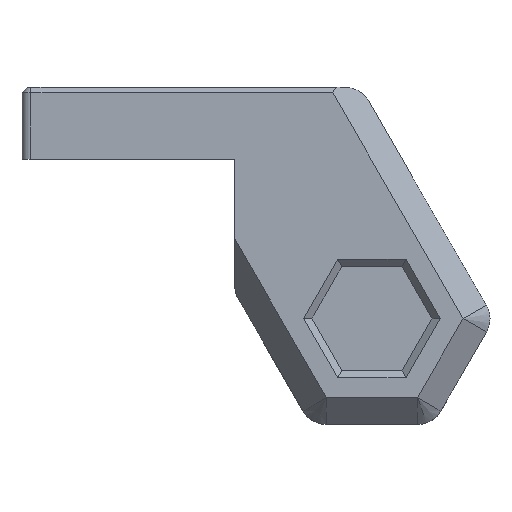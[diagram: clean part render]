
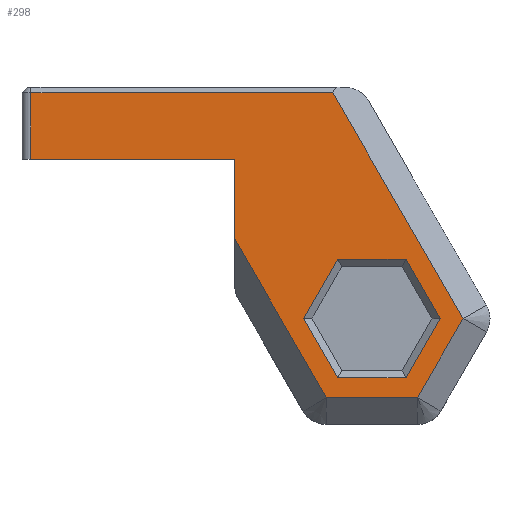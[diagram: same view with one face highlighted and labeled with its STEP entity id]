
A CAD part, top view. The second image highlights one B-rep face of the part: STEP entity #298.
In plain terms, the highlighted planar face has unit normal (0, 0, 1).
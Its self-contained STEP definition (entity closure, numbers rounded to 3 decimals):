
#6 = DIRECTION ( 'NONE',  ( -1., 0., 0. ) ) ;
#19 = EDGE_CURVE ( 'NONE', #1587, #1548, #1647, .T. ) ;
#20 = EDGE_CURVE ( 'NONE', #51, #316, #416, .T. ) ;
#29 = AXIS2_PLACEMENT_3D ( 'NONE', #1460, #1320, #1422 ) ;
#33 = EDGE_LOOP ( 'NONE', ( #749, #1491, #1467, #1054, #1217, #476, #1549, #666 ) ) ;
#43 = FACE_OUTER_BOUND ( 'NONE', #33, .T. ) ;
#51 = VERTEX_POINT ( 'NONE', #908 ) ;
#109 = LINE ( 'NONE', #893, #1554 ) ;
#110 = CARTESIAN_POINT ( 'NONE',  ( 0., 18.2, 0. ) ) ;
#112 = DIRECTION ( 'NONE',  ( 1., 0., 0. ) ) ;
#120 = VECTOR ( 'NONE', #1527, 1000. ) ;
#130 = LINE ( 'NONE', #509, #1107 ) ;
#151 = VERTEX_POINT ( 'NONE', #1323 ) ;
#157 = EDGE_CURVE ( 'NONE', #594, #1261, #182, .T. ) ;
#161 = DIRECTION ( 'NONE',  ( 1., 0., 0. ) ) ;
#164 = EDGE_CURVE ( 'NONE', #667, #1089, #1145, .T. ) ;
#175 = EDGE_CURVE ( 'NONE', #316, #1052, #1572, .T. ) ;
#182 = LINE ( 'NONE', #1450, #415 ) ;
#184 = CARTESIAN_POINT ( 'NONE',  ( 22.695, 5.82, 0. ) ) ;
#190 = CARTESIAN_POINT ( 'NONE',  ( 20.905, 2.32, 0. ) ) ;
#298 = ADVANCED_FACE ( 'NONE', ( #824, #43 ), #1055, .T. ) ;
#316 = VERTEX_POINT ( 'NONE', #1438 ) ;
#342 = LINE ( 'NONE', #449, #850 ) ;
#362 = CARTESIAN_POINT ( 'NONE',  ( -0.5, 14.5, 0. ) ) ;
#379 = DIRECTION ( 'NONE',  ( -0.5, 0.866, 0. ) ) ;
#386 = VECTOR ( 'NONE', #379, 1000. ) ;
#401 = ORIENTED_EDGE ( 'NONE', *, *, #157, .T. ) ;
#415 = VECTOR ( 'NONE', #1033, 1000. ) ;
#416 = LINE ( 'NONE', #767, #1086 ) ;
#422 = DIRECTION ( 'NONE',  ( 0., -1., 0. ) ) ;
#433 = LINE ( 'NONE', #1048, #1290 ) ;
#449 = CARTESIAN_POINT ( 'NONE',  ( 0., 0., 0. ) ) ;
#474 = CARTESIAN_POINT ( 'NONE',  ( 20.905, 8.92, 0. ) ) ;
#476 = ORIENTED_EDGE ( 'NONE', *, *, #592, .T. ) ;
#490 = LINE ( 'NONE', #752, #386 ) ;
#492 = CARTESIAN_POINT ( 'NONE',  ( 24.081, 5.62, 0. ) ) ;
#495 = CARTESIAN_POINT ( 'NONE',  ( 12.873, 7.432, 0. ) ) ;
#509 = CARTESIAN_POINT ( 'NONE',  ( 20.674, 8.92, 0. ) ) ;
#523 = VECTOR ( 'NONE', #6, 1000. ) ;
#528 = ORIENTED_EDGE ( 'NONE', *, *, #1451, .T. ) ;
#560 = DIRECTION ( 'NONE',  ( 0.5, -0.866, 0. ) ) ;
#565 = EDGE_CURVE ( 'NONE', #1548, #1345, #130, .T. ) ;
#592 = EDGE_CURVE ( 'NONE', #151, #51, #1363, .T. ) ;
#594 = VERTEX_POINT ( 'NONE', #776 ) ;
#603 = ORIENTED_EDGE ( 'NONE', *, *, #19, .T. ) ;
#616 = DIRECTION ( 'NONE',  ( -1., 0., 0. ) ) ;
#654 = CARTESIAN_POINT ( 'NONE',  ( 15.627, -9.022, 0. ) ) ;
#666 = ORIENTED_EDGE ( 'NONE', *, *, #175, .T. ) ;
#667 = VERTEX_POINT ( 'NONE', #1247 ) ;
#732 = EDGE_CURVE ( 'NONE', #1156, #1587, #855, .T. ) ;
#749 = ORIENTED_EDGE ( 'NONE', *, *, #1612, .T. ) ;
#752 = CARTESIAN_POINT ( 'NONE',  ( 20.494, 11.832, 0. ) ) ;
#767 = CARTESIAN_POINT ( 'NONE',  ( 0., 1.22, 0. ) ) ;
#776 = CARTESIAN_POINT ( 'NONE',  ( 22.811, 5.62, 0. ) ) ;
#779 = CARTESIAN_POINT ( 'NONE',  ( 17.095, 8.92, 0. ) ) ;
#812 = VECTOR ( 'NONE', #950, 1000. ) ;
#824 = FACE_BOUND ( 'NONE', #1254, .T. ) ;
#850 = VECTOR ( 'NONE', #1468, 1000. ) ;
#855 = LINE ( 'NONE', #1322, #812 ) ;
#893 = CARTESIAN_POINT ( 'NONE',  ( 17.326, 2.32, 0. ) ) ;
#895 = VECTOR ( 'NONE', #1006, 1000. ) ;
#900 = DIRECTION ( 'NONE',  ( 0.5, -0.866, 0. ) ) ;
#908 = CARTESIAN_POINT ( 'NONE',  ( 16.46, 1.22, 0. ) ) ;
#950 = DIRECTION ( 'NONE',  ( -0.5, 0.866, 0. ) ) ;
#952 = EDGE_CURVE ( 'NONE', #1345, #594, #1316, .T. ) ;
#1006 = DIRECTION ( 'NONE',  ( 1., 0., 0. ) ) ;
#1015 = CARTESIAN_POINT ( 'NONE',  ( 16.979, 8.72, 0. ) ) ;
#1025 = CARTESIAN_POINT ( 'NONE',  ( 0., 18.2, 0. ) ) ;
#1032 = CARTESIAN_POINT ( 'NONE',  ( 15.189, 5.62, 0. ) ) ;
#1033 = DIRECTION ( 'NONE',  ( -0.5, -0.866, 0. ) ) ;
#1048 = CARTESIAN_POINT ( 'NONE',  ( 11.35, 14.5, 0. ) ) ;
#1052 = VERTEX_POINT ( 'NONE', #492 ) ;
#1054 = ORIENTED_EDGE ( 'NONE', *, *, #1627, .T. ) ;
#1055 = PLANE ( 'NONE',  #29 ) ;
#1086 = VECTOR ( 'NONE', #161, 1000. ) ;
#1089 = VERTEX_POINT ( 'NONE', #110 ) ;
#1107 = VECTOR ( 'NONE', #112, 1000. ) ;
#1128 = LINE ( 'NONE', #362, #895 ) ;
#1145 = LINE ( 'NONE', #1025, #523 ) ;
#1148 = VERTEX_POINT ( 'NONE', #1563 ) ;
#1156 = VERTEX_POINT ( 'NONE', #1555 ) ;
#1217 = ORIENTED_EDGE ( 'NONE', *, *, #1523, .T. ) ;
#1243 = ORIENTED_EDGE ( 'NONE', *, *, #565, .T. ) ;
#1247 = CARTESIAN_POINT ( 'NONE',  ( 16.818, 18.2, 0. ) ) ;
#1254 = EDGE_LOOP ( 'NONE', ( #1340, #603, #1243, #1418, #401, #528 ) ) ;
#1261 = VERTEX_POINT ( 'NONE', #190 ) ;
#1263 = CARTESIAN_POINT ( 'NONE',  ( 11.35, 14.5, 0. ) ) ;
#1268 = VECTOR ( 'NONE', #1526, 1000. ) ;
#1290 = VECTOR ( 'NONE', #422, 1000. ) ;
#1316 = LINE ( 'NONE', #184, #1367 ) ;
#1320 = DIRECTION ( 'NONE',  ( 0., 0., 1. ) ) ;
#1322 = CARTESIAN_POINT ( 'NONE',  ( 15.305, 5.42, 0. ) ) ;
#1323 = CARTESIAN_POINT ( 'NONE',  ( 11.35, 10.07, 0. ) ) ;
#1340 = ORIENTED_EDGE ( 'NONE', *, *, #732, .T. ) ;
#1345 = VERTEX_POINT ( 'NONE', #474 ) ;
#1347 = EDGE_CURVE ( 'NONE', #1089, #1148, #342, .T. ) ;
#1363 = LINE ( 'NONE', #495, #1591 ) ;
#1366 = VERTEX_POINT ( 'NONE', #1263 ) ;
#1367 = VECTOR ( 'NONE', #560, 1000. ) ;
#1418 = ORIENTED_EDGE ( 'NONE', *, *, #952, .T. ) ;
#1422 = DIRECTION ( 'NONE',  ( 1., 0., 0. ) ) ;
#1438 = CARTESIAN_POINT ( 'NONE',  ( 21.54, 1.22, 0. ) ) ;
#1450 = CARTESIAN_POINT ( 'NONE',  ( 21.021, 2.52, 0. ) ) ;
#1451 = EDGE_CURVE ( 'NONE', #1261, #1156, #109, .T. ) ;
#1460 = CARTESIAN_POINT ( 'NONE',  ( 0., 0., 0. ) ) ;
#1467 = ORIENTED_EDGE ( 'NONE', *, *, #1347, .T. ) ;
#1468 = DIRECTION ( 'NONE',  ( 0., -1., 0. ) ) ;
#1491 = ORIENTED_EDGE ( 'NONE', *, *, #164, .T. ) ;
#1523 = EDGE_CURVE ( 'NONE', #1366, #151, #433, .T. ) ;
#1526 = DIRECTION ( 'NONE',  ( 0.5, 0.866, 0. ) ) ;
#1527 = DIRECTION ( 'NONE',  ( 0.5, 0.866, 0. ) ) ;
#1548 = VERTEX_POINT ( 'NONE', #779 ) ;
#1549 = ORIENTED_EDGE ( 'NONE', *, *, #20, .T. ) ;
#1554 = VECTOR ( 'NONE', #616, 1000. ) ;
#1555 = CARTESIAN_POINT ( 'NONE',  ( 17.095, 2.32, 0. ) ) ;
#1563 = CARTESIAN_POINT ( 'NONE',  ( 0., 14.5, 0. ) ) ;
#1572 = LINE ( 'NONE', #654, #1268 ) ;
#1587 = VERTEX_POINT ( 'NONE', #1032 ) ;
#1591 = VECTOR ( 'NONE', #900, 1000. ) ;
#1612 = EDGE_CURVE ( 'NONE', #1052, #667, #490, .T. ) ;
#1627 = EDGE_CURVE ( 'NONE', #1148, #1366, #1128, .T. ) ;
#1647 = LINE ( 'NONE', #1015, #120 ) ;
